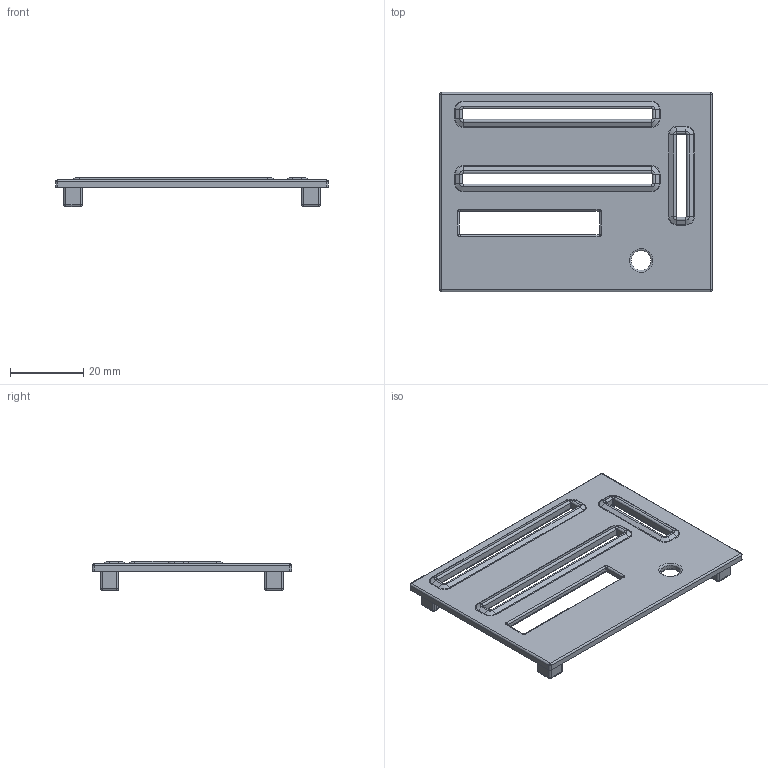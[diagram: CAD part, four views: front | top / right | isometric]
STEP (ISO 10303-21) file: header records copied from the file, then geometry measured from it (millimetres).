
FILE_DESCRIPTION(/* description */ (''),/* implementation_level */ '2;1');
FILE_NAME(/* name */ 'pcb_mount_lid.step',/* time_stamp */ '2025-09-12T23:59:29+02:00',/* author */ (''),/* organization */ (''),/* preprocessor_version */ 'ST-DEVELOPER v20.1',/* originating_system */ 'Autodesk Translation Framework v14.10.0.0',/* authorisation */ '');
FILE_SCHEMA (('AUTOMOTIVE_DESIGN { 1 0 10303 214 3 1 1 }'));
Length unit declared in the file: millimetre
Products named in the file (1): Mounting Box Lid
Bounding box: 74.6 x 54.5 x 7.99 mm (x, y, z)
Volume: 7446.9 mm3; surface area: 8643.3 mm2
Topology: 1 solids, 1 shells, 243 faces, 534 edges, 300 vertices
Faces by surface type: cylinder 105, plane 59, torus 50, sphere 16, cone 13
Full cylindrical faces by diameter (mm): 2.2 x4, 5.4 x1
Entity records: 6662 total; most frequent: DIRECTION 1291, CARTESIAN_POINT 1123, ORIENTED_EDGE 1068, EDGE_CURVE 534, AXIS2_PLACEMENT_3D 521, VERTEX_POINT 300, CIRCLE 277, EDGE_LOOP 260
